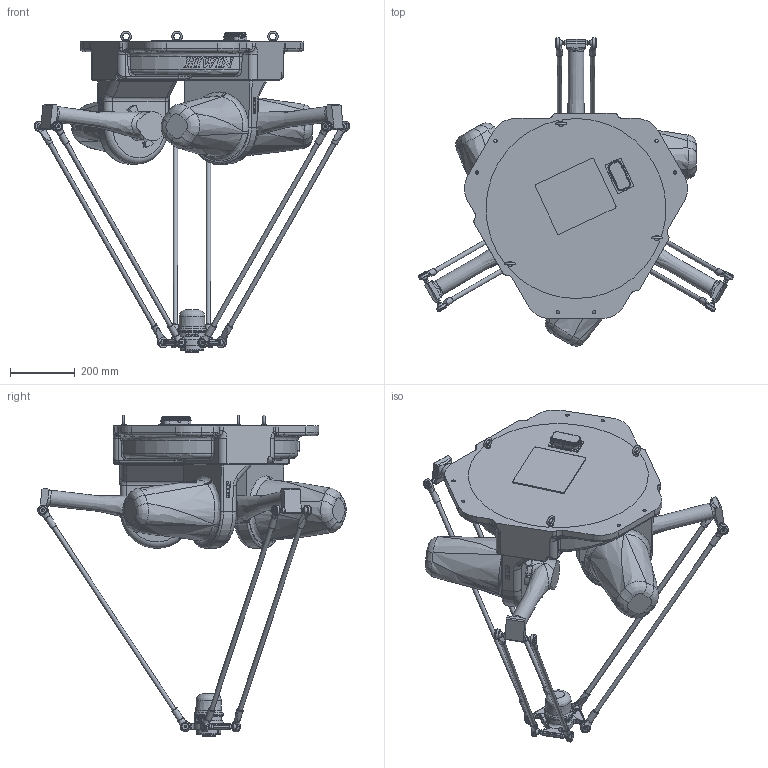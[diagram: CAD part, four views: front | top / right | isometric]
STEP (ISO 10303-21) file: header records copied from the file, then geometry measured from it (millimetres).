
FILE_DESCRIPTION(/* description */ (''),/* implementation_level */ '2;1');
FILE_NAME(/* name */ 'RD403-1100-GB_3D_v2.stp',/* time_stamp */ '2019-06-05T16:51:39+08:00',/* author */ ('yiting'),/* organization */ (''),/* preprocessor_version */ 'ST-DEVELOPER v16.5',/* originating_system */ 'Autodesk Inventor 2017',/* authorisation */ '');
FILE_SCHEMA (('AUTOMOTIVE_DESIGN { 1 0 10303 214 3 1 1 }'));
Products named in the file (6): 組合30; Upper; Upper_1; Lower1; Moveable Plate; BASE4
Assembly tree (11 placements, depth 2):
  組合30
    Lower1  x6
    Upper  x2
    Upper_1
    Moveable Plate
    BASE4
Bounding box: 975.31 x 953.48 x 993.64 mm (x, y, z)
Volume: 62711123.8 mm3; surface area: 2230170.6 mm2
Topology: 11 solids, 23 shells, 1855 faces, 4753 edges, 2999 vertices
Faces by surface type: plane 861, cylinder 443, bspline 336, torus 127, cone 64, sphere 24
Full cylindrical faces by diameter (mm): 2 x4, 4.134 x4, 4.917 x2, 5 x1, 8 x12, 10.106 x6, 14 x6, 15.8 x6, 16.5 x2, 20 x13, 24 x12, 26 x1, 40 x6, 78 x3, 85 x1, 87 x1, 89 x4
Entity records: 63388 total; most frequent: CARTESIAN_POINT 24188, ORIENTED_EDGE 8272, DIRECTION 7363, EDGE_CURVE 4084, VERTEX_POINT 2622, AXIS2_PLACEMENT_3D 2597, LINE 2169, VECTOR 2169
